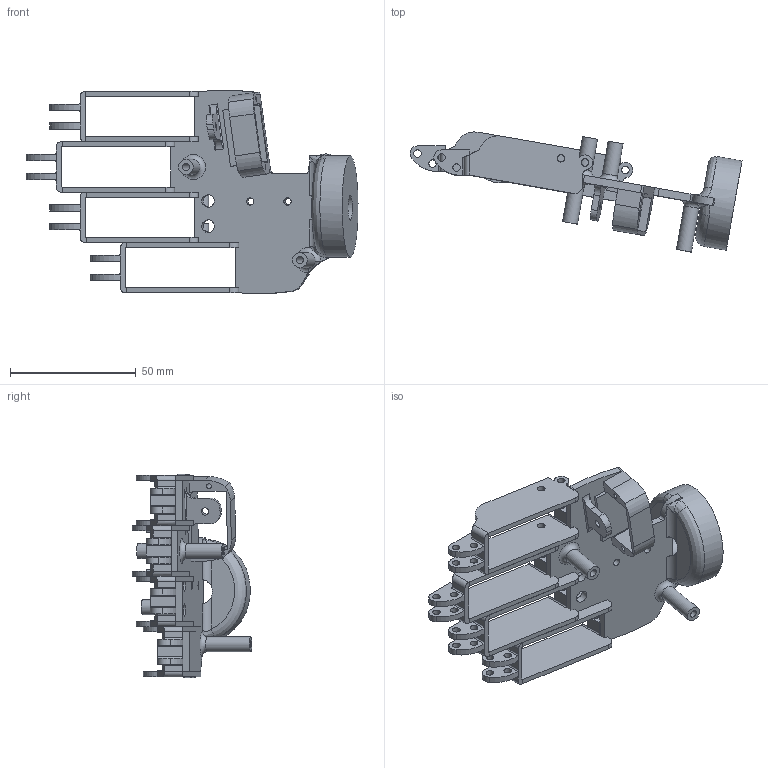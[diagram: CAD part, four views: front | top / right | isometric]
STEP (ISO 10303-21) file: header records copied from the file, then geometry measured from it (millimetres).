
FILE_DESCRIPTION(/* description */ (''),/* implementation_level */ '2;1');
FILE_NAME(/* name */ 'Palm.stp',/* time_stamp */ '2020-08-20T18:10:30+01:00',/* author */ ('ferrerx'),/* organization */ (''),/* preprocessor_version */ 'ST-DEVELOPER v18',/* originating_system */ 'Autodesk Inventor 2020',/* authorisation */ '');
FILE_SCHEMA (('AUTOMOTIVE_DESIGN { 1 0 10303 214 3 1 1 }'));
Length unit declared in the file: millimetre
Products named in the file (1): Palm
Bounding box: 131.82 x 47.64 x 80.72 mm (x, y, z)
Volume: 26560.7 mm3; surface area: 34408.4 mm2
Topology: 2 solids, 6 shells, 382 faces, 1092 edges, 723 vertices
Faces by surface type: plane 206, cylinder 161, bspline 11, torus 4
Full cylindrical faces by diameter (mm): 2 x2, 2.9 x4, 3 x29, 5 x2, 6 x4, 10 x1
Entity records: 15132 total; most frequent: CARTESIAN_POINT 4524, ORIENTED_EDGE 2179, DIRECTION 2144, EDGE_CURVE 1091, AXIS2_PLACEMENT_3D 740, VERTEX_POINT 723, LINE 664, VECTOR 664
